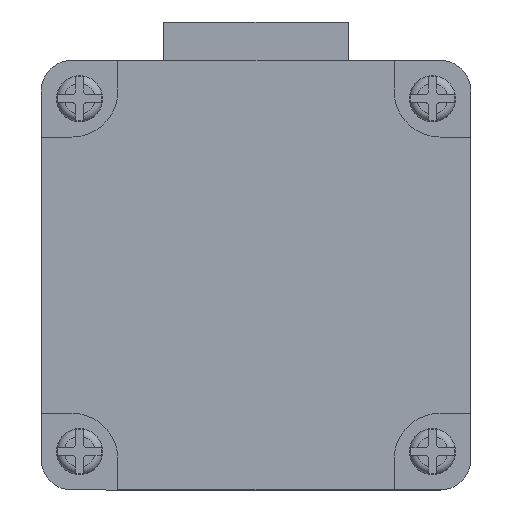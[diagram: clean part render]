
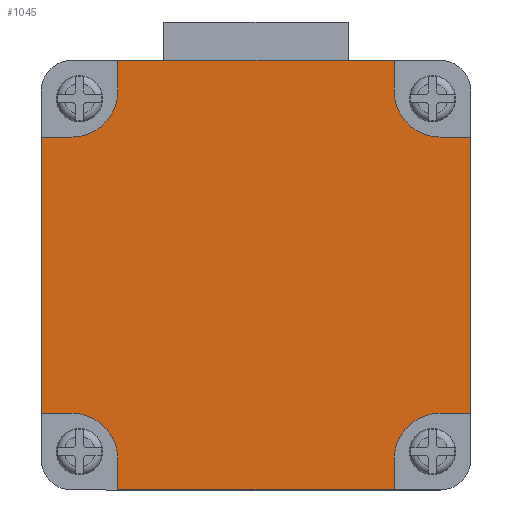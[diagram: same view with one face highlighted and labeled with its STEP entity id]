
A CAD part, front view. The second image highlights one B-rep face of the part: STEP entity #1045.
In plain terms, the highlighted planar face has unit normal (0, -1, 0).
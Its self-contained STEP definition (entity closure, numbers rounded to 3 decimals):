
#7 = CARTESIAN_POINT ( 'NONE',  ( -12., 0., 12. ) ) ;
#49 = VECTOR ( 'NONE', #511, 1000. ) ;
#70 = EDGE_CURVE ( 'NONE', #2155, #1760, #2464, .T. ) ;
#77 = ORIENTED_EDGE ( 'NONE', *, *, #2568, .F. ) ;
#122 = CARTESIAN_POINT ( 'NONE',  ( -9., 0., -12. ) ) ;
#127 = LINE ( 'NONE', #1494, #1618 ) ;
#160 = CARTESIAN_POINT ( 'NONE',  ( 14., 0., 12. ) ) ;
#242 = DIRECTION ( 'NONE',  ( 0., -1., 0. ) ) ;
#271 = DIRECTION ( 'NONE',  ( 0., 0., 1. ) ) ;
#282 = LINE ( 'NONE', #1247, #49 ) ;
#296 = DIRECTION ( 'NONE',  ( 1., 0., 0. ) ) ;
#384 = DIRECTION ( 'NONE',  ( 0., 0., 1. ) ) ;
#389 = ORIENTED_EDGE ( 'NONE', *, *, #1873, .F. ) ;
#391 = LINE ( 'NONE', #934, #1393 ) ;
#393 = VECTOR ( 'NONE', #1283, 1000. ) ;
#419 = VECTOR ( 'NONE', #2276, 1000. ) ;
#424 = VERTEX_POINT ( 'NONE', #1452 ) ;
#465 = EDGE_CURVE ( 'NONE', #913, #1471, #2259, .T. ) ;
#497 = FACE_OUTER_BOUND ( 'NONE', #552, .T. ) ;
#502 = CARTESIAN_POINT ( 'NONE',  ( 9., 0., -14. ) ) ;
#511 = DIRECTION ( 'NONE',  ( 0., 0., 1. ) ) ;
#515 = CARTESIAN_POINT ( 'NONE',  ( -9., 0., 14. ) ) ;
#529 = DIRECTION ( 'NONE',  ( 1., 0., 0. ) ) ;
#537 = VECTOR ( 'NONE', #2137, 1000. ) ;
#552 = EDGE_LOOP ( 'NONE', ( #1279, #1224, #1974, #1525, #1828, #1551, #77, #1190, #1068, #2436, #389, #1636, #770, #1647, #1037, #2254 ) ) ;
#583 = CARTESIAN_POINT ( 'NONE',  ( -12., 0., 9. ) ) ;
#632 = DIRECTION ( 'NONE',  ( 0., -1., 0. ) ) ;
#673 = AXIS2_PLACEMENT_3D ( 'NONE', #1855, #1812, #271 ) ;
#680 = DIRECTION ( 'NONE',  ( 0., 0., 1. ) ) ;
#691 = LINE ( 'NONE', #2462, #419 ) ;
#729 = AXIS2_PLACEMENT_3D ( 'NONE', #1679, #858, #2427 ) ;
#770 = ORIENTED_EDGE ( 'NONE', *, *, #1947, .F. ) ;
#779 = CARTESIAN_POINT ( 'NONE',  ( 12., 0., -14. ) ) ;
#803 = LINE ( 'NONE', #1587, #2223 ) ;
#821 = DIRECTION ( 'NONE',  ( 1., 0., 0. ) ) ;
#838 = EDGE_CURVE ( 'NONE', #1983, #2541, #2339, .T. ) ;
#848 = AXIS2_PLACEMENT_3D ( 'NONE', #2055, #242, #680 ) ;
#858 = DIRECTION ( 'NONE',  ( 0., -1., 0. ) ) ;
#881 = CARTESIAN_POINT ( 'NONE',  ( -12., 0., -9. ) ) ;
#913 = VERTEX_POINT ( 'NONE', #1770 ) ;
#930 = CIRCLE ( 'NONE', #848, 3. ) ;
#934 = CARTESIAN_POINT ( 'NONE',  ( 9., 0., 12. ) ) ;
#971 = VERTEX_POINT ( 'NONE', #881 ) ;
#1002 = CARTESIAN_POINT ( 'NONE',  ( -12., 0., 9. ) ) ;
#1019 = EDGE_CURVE ( 'NONE', #424, #1937, #282, .T. ) ;
#1037 = ORIENTED_EDGE ( 'NONE', *, *, #465, .F. ) ;
#1045 = ADVANCED_FACE ( 'NONE', ( #497 ), #1861, .T. ) ;
#1054 = CARTESIAN_POINT ( 'NONE',  ( 9., 0., -12. ) ) ;
#1068 = ORIENTED_EDGE ( 'NONE', *, *, #1088, .F. ) ;
#1076 = EDGE_CURVE ( 'NONE', #1471, #971, #930, .T. ) ;
#1088 = EDGE_CURVE ( 'NONE', #2207, #2216, #2068, .T. ) ;
#1140 = VERTEX_POINT ( 'NONE', #1616 ) ;
#1168 = CARTESIAN_POINT ( 'NONE',  ( 12., 0., -9. ) ) ;
#1173 = VECTOR ( 'NONE', #1311, 1000. ) ;
#1190 = ORIENTED_EDGE ( 'NONE', *, *, #2289, .F. ) ;
#1198 = DIRECTION ( 'NONE',  ( -1., 0., 0. ) ) ;
#1220 = VECTOR ( 'NONE', #1198, 1000. ) ;
#1224 = ORIENTED_EDGE ( 'NONE', *, *, #1510, .F. ) ;
#1229 = VERTEX_POINT ( 'NONE', #1054 ) ;
#1233 = VECTOR ( 'NONE', #296, 1000. ) ;
#1237 = CARTESIAN_POINT ( 'NONE',  ( 12., 0., 9. ) ) ;
#1247 = CARTESIAN_POINT ( 'NONE',  ( -14., 0., 12. ) ) ;
#1279 = ORIENTED_EDGE ( 'NONE', *, *, #1878, .F. ) ;
#1283 = DIRECTION ( 'NONE',  ( 0., 0., 1. ) ) ;
#1311 = DIRECTION ( 'NONE',  ( -1., 0., 0. ) ) ;
#1393 = VECTOR ( 'NONE', #2519, 1000. ) ;
#1452 = CARTESIAN_POINT ( 'NONE',  ( -14., 0., -9. ) ) ;
#1454 = CIRCLE ( 'NONE', #673, 3. ) ;
#1467 = CARTESIAN_POINT ( 'NONE',  ( 9., 0., 14. ) ) ;
#1471 = VERTEX_POINT ( 'NONE', #2153 ) ;
#1484 = CIRCLE ( 'NONE', #1572, 3. ) ;
#1494 = CARTESIAN_POINT ( 'NONE',  ( 12., 0., 14. ) ) ;
#1510 = EDGE_CURVE ( 'NONE', #2541, #1229, #1484, .T. ) ;
#1525 = ORIENTED_EDGE ( 'NONE', *, *, #2470, .F. ) ;
#1548 = EDGE_CURVE ( 'NONE', #1779, #2207, #2473, .T. ) ;
#1551 = ORIENTED_EDGE ( 'NONE', *, *, #2110, .F. ) ;
#1566 = DIRECTION ( 'NONE',  ( 0., 0., 1. ) ) ;
#1572 = AXIS2_PLACEMENT_3D ( 'NONE', #2395, #1611, #1566 ) ;
#1587 = CARTESIAN_POINT ( 'NONE',  ( 9., 0., -14. ) ) ;
#1611 = DIRECTION ( 'NONE',  ( 0., -1., 0. ) ) ;
#1616 = CARTESIAN_POINT ( 'NONE',  ( 9., 0., 12. ) ) ;
#1618 = VECTOR ( 'NONE', #529, 1000. ) ;
#1636 = ORIENTED_EDGE ( 'NONE', *, *, #1019, .F. ) ;
#1647 = ORIENTED_EDGE ( 'NONE', *, *, #1076, .F. ) ;
#1673 = VECTOR ( 'NONE', #821, 1000. ) ;
#1679 = CARTESIAN_POINT ( 'NONE',  ( -12., 0., 12. ) ) ;
#1713 = LINE ( 'NONE', #160, #537 ) ;
#1732 = CARTESIAN_POINT ( 'NONE',  ( 12., 0., -9. ) ) ;
#1744 = LINE ( 'NONE', #779, #1220 ) ;
#1760 = VERTEX_POINT ( 'NONE', #2492 ) ;
#1770 = CARTESIAN_POINT ( 'NONE',  ( -9., 0., -14. ) ) ;
#1772 = LINE ( 'NONE', #1002, #1673 ) ;
#1779 = VERTEX_POINT ( 'NONE', #583 ) ;
#1806 = EDGE_CURVE ( 'NONE', #2272, #913, #1744, .T. ) ;
#1812 = DIRECTION ( 'NONE',  ( 0., -1., 0. ) ) ;
#1828 = ORIENTED_EDGE ( 'NONE', *, *, #70, .F. ) ;
#1854 = CARTESIAN_POINT ( 'NONE',  ( -14., 0., 9. ) ) ;
#1855 = CARTESIAN_POINT ( 'NONE',  ( 12., 0., 12. ) ) ;
#1861 = PLANE ( 'NONE',  #729 ) ;
#1873 = EDGE_CURVE ( 'NONE', #1937, #1779, #1772, .T. ) ;
#1878 = EDGE_CURVE ( 'NONE', #1229, #2272, #803, .T. ) ;
#1891 = DIRECTION ( 'NONE',  ( 0., 0., 1. ) ) ;
#1901 = VERTEX_POINT ( 'NONE', #1467 ) ;
#1937 = VERTEX_POINT ( 'NONE', #1854 ) ;
#1947 = EDGE_CURVE ( 'NONE', #971, #424, #691, .T. ) ;
#1974 = ORIENTED_EDGE ( 'NONE', *, *, #838, .F. ) ;
#1983 = VERTEX_POINT ( 'NONE', #2089 ) ;
#2055 = CARTESIAN_POINT ( 'NONE',  ( -12., 0., -12. ) ) ;
#2064 = VECTOR ( 'NONE', #1891, 1000. ) ;
#2068 = LINE ( 'NONE', #2471, #393 ) ;
#2089 = CARTESIAN_POINT ( 'NONE',  ( 14., 0., -9. ) ) ;
#2110 = EDGE_CURVE ( 'NONE', #1140, #2155, #1454, .T. ) ;
#2137 = DIRECTION ( 'NONE',  ( 0., 0., -1. ) ) ;
#2153 = CARTESIAN_POINT ( 'NONE',  ( -9., 0., -12. ) ) ;
#2154 = AXIS2_PLACEMENT_3D ( 'NONE', #7, #632, #384 ) ;
#2155 = VERTEX_POINT ( 'NONE', #1237 ) ;
#2207 = VERTEX_POINT ( 'NONE', #2522 ) ;
#2216 = VERTEX_POINT ( 'NONE', #515 ) ;
#2223 = VECTOR ( 'NONE', #2380, 1000. ) ;
#2254 = ORIENTED_EDGE ( 'NONE', *, *, #1806, .F. ) ;
#2259 = LINE ( 'NONE', #122, #2064 ) ;
#2272 = VERTEX_POINT ( 'NONE', #502 ) ;
#2276 = DIRECTION ( 'NONE',  ( -1., 0., 0. ) ) ;
#2289 = EDGE_CURVE ( 'NONE', #2216, #1901, #127, .T. ) ;
#2291 = CARTESIAN_POINT ( 'NONE',  ( 14., 0., 9. ) ) ;
#2339 = LINE ( 'NONE', #1732, #1173 ) ;
#2380 = DIRECTION ( 'NONE',  ( 0., 0., -1. ) ) ;
#2395 = CARTESIAN_POINT ( 'NONE',  ( 12., 0., -12. ) ) ;
#2427 = DIRECTION ( 'NONE',  ( 0., 0., -1. ) ) ;
#2436 = ORIENTED_EDGE ( 'NONE', *, *, #1548, .F. ) ;
#2462 = CARTESIAN_POINT ( 'NONE',  ( -14., 0., -9. ) ) ;
#2464 = LINE ( 'NONE', #2291, #1233 ) ;
#2470 = EDGE_CURVE ( 'NONE', #1760, #1983, #1713, .T. ) ;
#2471 = CARTESIAN_POINT ( 'NONE',  ( -9., 0., 14. ) ) ;
#2473 = CIRCLE ( 'NONE', #2154, 3. ) ;
#2492 = CARTESIAN_POINT ( 'NONE',  ( 14., 0., 9. ) ) ;
#2519 = DIRECTION ( 'NONE',  ( 0., 0., -1. ) ) ;
#2522 = CARTESIAN_POINT ( 'NONE',  ( -9., 0., 12. ) ) ;
#2541 = VERTEX_POINT ( 'NONE', #1168 ) ;
#2568 = EDGE_CURVE ( 'NONE', #1901, #1140, #391, .T. ) ;
